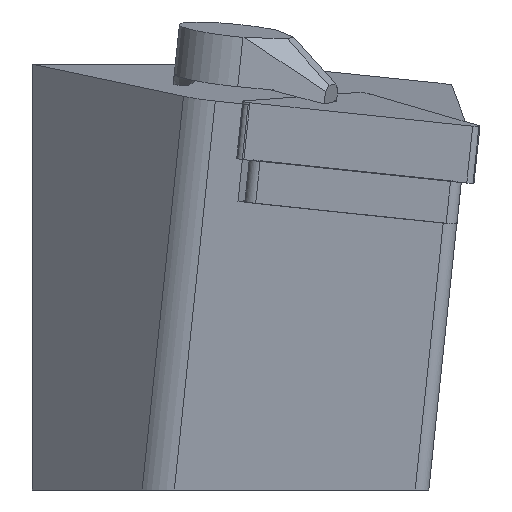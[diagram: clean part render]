
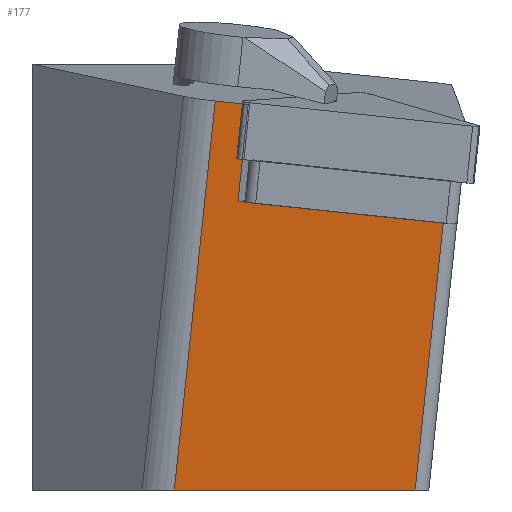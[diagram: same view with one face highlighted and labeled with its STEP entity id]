
A CAD part, left-side view. The second image highlights one B-rep face of the part: STEP entity #177.
In plain terms, the highlighted planar face has unit normal (-0.995, 0.011, -0.104).
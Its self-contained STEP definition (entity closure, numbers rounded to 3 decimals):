
#128=FACE_OUTER_BOUND('',#266,.T.);
#177=ADVANCED_FACE('',(#128),#225,.F.);
#225=PLANE('',#1002);
#266=EDGE_LOOP('',(#378,#379,#380,#381,#382,#383,#384));
#378=ORIENTED_EDGE('',*,*,#707,.T.);
#379=ORIENTED_EDGE('',*,*,#678,.F.);
#380=ORIENTED_EDGE('',*,*,#708,.T.);
#381=ORIENTED_EDGE('',*,*,#709,.F.);
#382=ORIENTED_EDGE('',*,*,#705,.F.);
#383=ORIENTED_EDGE('',*,*,#710,.F.);
#384=ORIENTED_EDGE('',*,*,#686,.F.);
#587=VERTEX_POINT('',#1318);
#595=VERTEX_POINT('',#1334);
#602=VERTEX_POINT('',#1350);
#603=VERTEX_POINT('',#1352);
#615=VERTEX_POINT('',#1388);
#616=VERTEX_POINT('',#1390);
#617=VERTEX_POINT('',#1395);
#678=EDGE_CURVE('',#595,#587,#804,.T.);
#686=EDGE_CURVE('',#603,#602,#807,.T.);
#705=EDGE_CURVE('',#615,#616,#824,.T.);
#707=EDGE_CURVE('',#603,#587,#825,.T.);
#708=EDGE_CURVE('',#595,#617,#826,.T.);
#709=EDGE_CURVE('',#616,#617,#827,.T.);
#710=EDGE_CURVE('',#602,#615,#828,.T.);
#804=LINE('',#1335,#898);
#807=LINE('',#1353,#901);
#824=LINE('',#1389,#918);
#825=LINE('',#1393,#919);
#826=LINE('',#1394,#920);
#827=LINE('',#1396,#921);
#828=LINE('',#1397,#922);
#898=VECTOR('',#1075,1.);
#901=VECTOR('',#1092,1.);
#918=VECTOR('',#1123,1.);
#919=VECTOR('',#1128,1.);
#920=VECTOR('',#1129,1.);
#921=VECTOR('',#1130,1.);
#922=VECTOR('',#1131,1.);
#1002=AXIS2_PLACEMENT_3D('',#1398,#1132,#1133);
#1075=DIRECTION('',(0.,-0.995,-0.105));
#1092=DIRECTION('',(0.,-0.995,-0.105));
#1123=DIRECTION('',(0.105,0.104,-0.989));
#1128=DIRECTION('',(-0.105,-0.104,0.989));
#1129=DIRECTION('',(0.105,0.104,-0.989));
#1130=DIRECTION('',(0.011,1.,0.));
#1131=DIRECTION('',(0.,-0.995,-0.105));
#1132=DIRECTION('',(0.995,-0.011,0.104));
#1133=DIRECTION('',(0.104,0.,-0.995));
#1318=CARTESIAN_POINT('',(0.864,-23.845,2.537));
#1334=CARTESIAN_POINT('',(0.864,-20.213,2.919));
#1335=CARTESIAN_POINT('',(0.864,-46.499,0.156));
#1350=CARTESIAN_POINT('',(1.994,-24.014,-8.291));
#1352=CARTESIAN_POINT('',(1.994,-22.721,-8.155));
#1353=CARTESIAN_POINT('',(1.994,-45.375,-10.536));
#1388=CARTESIAN_POINT('',(1.994,-45.375,-10.536));
#1389=CARTESIAN_POINT('',(6.059,-41.333,-49.001));
#1390=CARTESIAN_POINT('',(5.108,-42.279,-40.));
#1393=CARTESIAN_POINT('',(-9.503,-34.155,100.632));
#1394=CARTESIAN_POINT('',(6.059,-15.046,-46.238));
#1395=CARTESIAN_POINT('',(5.4,-15.702,-40.));
#1396=CARTESIAN_POINT('',(5.119,-41.322,-40.));
#1397=CARTESIAN_POINT('',(1.994,-45.375,-10.536));
#1398=CARTESIAN_POINT('',(6.059,-41.333,-49.001));
